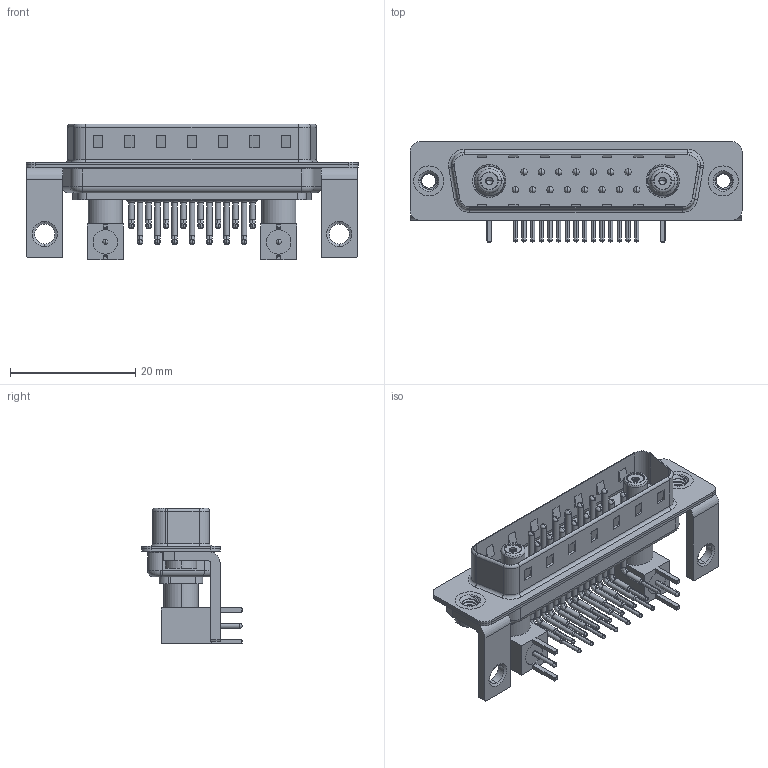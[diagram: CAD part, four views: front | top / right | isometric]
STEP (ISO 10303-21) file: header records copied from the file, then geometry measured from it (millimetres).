
FILE_DESCRIPTION (( 'STEP AP203' ), '1' );
FILE_NAME ('629-17W2640-7NC.STEP', '2022-05-10T16:56:15', ( '' ), ( '' ), 'SwSTEP 2.0', 'SolidWorks 2020', '' );
FILE_SCHEMA (( 'CONFIG_CONTROL_DESIGN' ));
Length unit declared in the file: millimetre
Products named in the file (17): Locking Collar; 629Combo Shell Rear_25 Contacts; 629Combo Shell Front_25 Contacts; Co-Ax Jack_RA PC Tail; Insulator RA Pin; Insulator Socket; 629-17W2640-7NC; Co-Ax Jack Assy_RA; 629Combo Threaded Rivet_2; 629Combo Housing_17W2; RA Back Shell; 629Combo Stabilizer Bracket; Socket_RA; Insulator Socket 2; 629Combo Contact Row 2; 629Combo Contact Row 1
Assembly tree (38 placements, depth 3):
  629-17W2640-7NC
    629Combo Housing_17W2
    629Combo Shell Rear_25 Contacts
    629Combo Shell Front_25 Contacts
    629Combo Threaded Rivet_2  x2
    629Combo Stabilizer Bracket  x2
    Co-Ax Jack Assy_RA
      Co-Ax Jack_RA PC Tail
      Insulator Socket
      Insulator Socket 2
      Locking Collar
      Socket_RA
      RA Back Shell
      Insulator RA Pin
    Co-Ax Jack Assy_RA
      Co-Ax Jack_RA PC Tail
      Insulator Socket
      Insulator Socket 2
      Locking Collar
      Socket_RA
      RA Back Shell
      Insulator RA Pin
    629Combo Contact Row 1  x7
    629Combo Contact Row 2  x8
Bounding box: 53.05 x 16 x 21.71 mm (x, y, z)
Volume: 3720.7 mm3; surface area: 9806.8 mm2
Topology: 36 solids, 36 shells, 2378 faces, 6439 edges, 4156 vertices
Faces by surface type: plane 1265, cylinder 835, cone 114, bspline 98, torus 62, sphere 4
Entity records: 29874 total; most frequent: CARTESIAN_POINT 6307, DIRECTION 4632, ORIENTED_EDGE 4266, EDGE_CURVE 2133, AXIS2_PLACEMENT_3D 1689, VERTEX_POINT 1373, VECTOR 1254, LINE 1254
